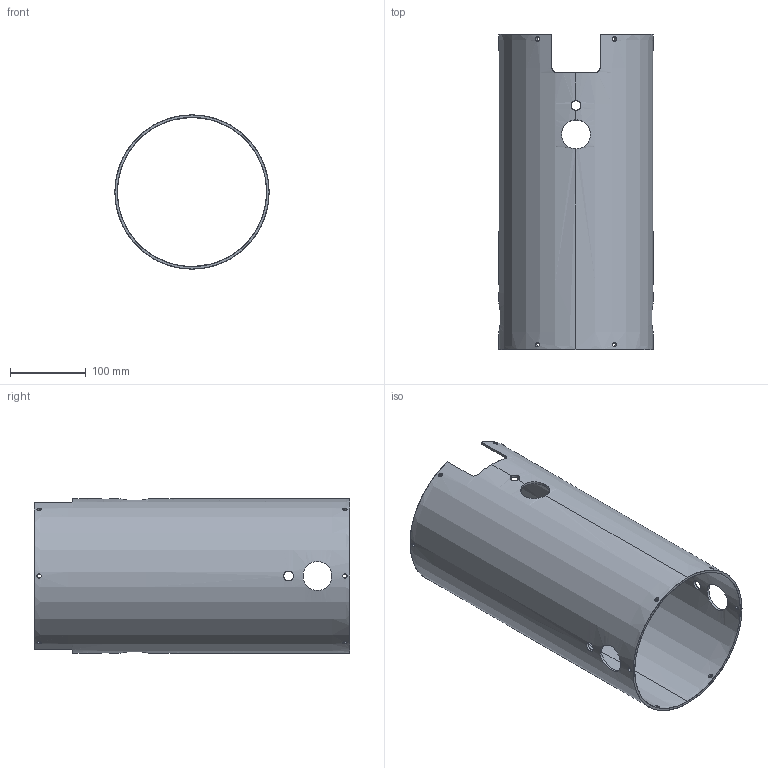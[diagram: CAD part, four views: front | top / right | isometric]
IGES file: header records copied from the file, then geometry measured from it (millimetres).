
Start section: SolidWorks IGES file using analytic representation for surfaces
Global section: file name: D1002561-v3_AdLIGO_AOS_SLC Damping 8 Dia Tube.IGS; native system: SolidWorks 2010; preprocessor: SolidWorks 2010; author: mruiz; date: 111007.103051; units: inch
Bounding box: 203.2 x 415.93 x 203.2 mm (x, y, z)
Surface area: 506250.9 mm2 (no closed solid volume)
Topology: 0 solids, 0 shells, 57 faces, 2760 edges, 2760 vertices
Faces by surface type: revolution 48, bspline 9
